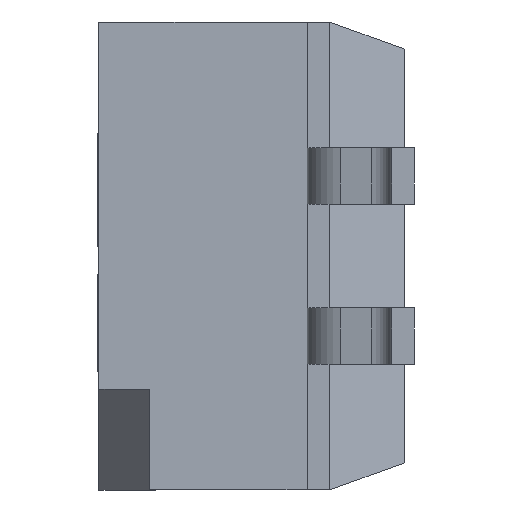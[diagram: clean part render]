
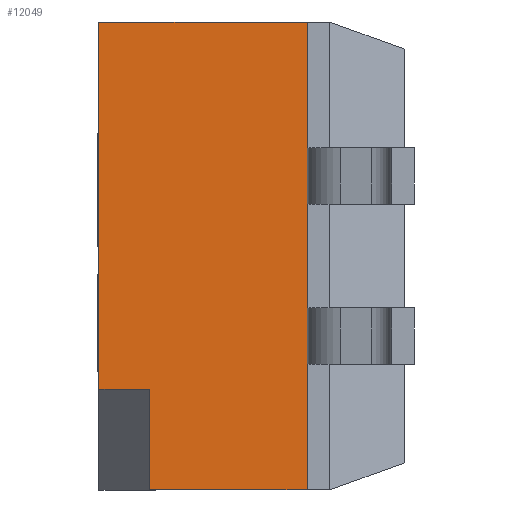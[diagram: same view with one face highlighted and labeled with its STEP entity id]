
A CAD part, left-side view. The second image highlights one B-rep face of the part: STEP entity #12049.
In plain terms, the highlighted planar face has unit normal (-1, 0, 0).
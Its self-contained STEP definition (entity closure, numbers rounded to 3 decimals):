
#251 = ORIENTED_EDGE ( 'NONE', *, *, #1940, .F. ) ;
#857 = ORIENTED_EDGE ( 'NONE', *, *, #4246, .F. ) ;
#1001 = VERTEX_POINT ( 'NONE', #9364 ) ;
#1130 = CARTESIAN_POINT ( 'NONE',  ( -2.9, -1.65, 0. ) ) ;
#1515 = VECTOR ( 'NONE', #4510, 1000. ) ;
#1704 = DIRECTION ( 'NONE',  ( 0., 0., 1. ) ) ;
#1940 = EDGE_CURVE ( 'NONE', #9201, #5577, #7008, .T. ) ;
#2016 = VECTOR ( 'NONE', #4631, 1000. ) ;
#2068 = DIRECTION ( 'NONE',  ( 0., -1., 0. ) ) ;
#2439 = VERTEX_POINT ( 'NONE', #4547 ) ;
#2479 = VECTOR ( 'NONE', #10219, 1000. ) ;
#2515 = ORIENTED_EDGE ( 'NONE', *, *, #7308, .T. ) ;
#3088 = DIRECTION ( 'NONE',  ( -1., 0., 0. ) ) ;
#3175 = CARTESIAN_POINT ( 'NONE',  ( -2.9, -7.463, 0. ) ) ;
#3323 = CARTESIAN_POINT ( 'NONE',  ( -2.9, 0., -3.71 ) ) ;
#3913 = VECTOR ( 'NONE', #5278, 1000. ) ;
#4017 = CARTESIAN_POINT ( 'NONE',  ( -2.9, 0., -2.91 ) ) ;
#4246 = EDGE_CURVE ( 'NONE', #1001, #9201, #8636, .T. ) ;
#4278 = ORIENTED_EDGE ( 'NONE', *, *, #7898, .T. ) ;
#4510 = DIRECTION ( 'NONE',  ( 0., 0., 1. ) ) ;
#4547 = CARTESIAN_POINT ( 'NONE',  ( -2.9, -1.65, -3.71 ) ) ;
#4631 = DIRECTION ( 'NONE',  ( 0., 1., 0. ) ) ;
#4725 = EDGE_CURVE ( 'NONE', #5577, #8692, #4739, .T. ) ;
#4739 = LINE ( 'NONE', #9484, #1515 ) ;
#5043 = EDGE_CURVE ( 'NONE', #2439, #8768, #12309, .T. ) ;
#5213 = DIRECTION ( 'NONE',  ( 0., 0., 1. ) ) ;
#5278 = DIRECTION ( 'NONE',  ( 0., 1., 0. ) ) ;
#5342 = FACE_OUTER_BOUND ( 'NONE', #8982, .T. ) ;
#5577 = VERTEX_POINT ( 'NONE', #4017 ) ;
#6947 = CARTESIAN_POINT ( 'NONE',  ( -2.9, -0.4, -2.91 ) ) ;
#7008 = LINE ( 'NONE', #10381, #3913 ) ;
#7308 = EDGE_CURVE ( 'NONE', #1001, #2439, #7737, .T. ) ;
#7737 = LINE ( 'NONE', #3323, #2479 ) ;
#7890 = LINE ( 'NONE', #10550, #2016 ) ;
#7898 = EDGE_CURVE ( 'NONE', #8768, #8692, #7890, .T. ) ;
#7998 = PLANE ( 'NONE',  #8112 ) ;
#8112 = AXIS2_PLACEMENT_3D ( 'NONE', #3175, #3088, #2068 ) ;
#8617 = VECTOR ( 'NONE', #5213, 1000. ) ;
#8636 = LINE ( 'NONE', #10342, #9557 ) ;
#8692 = VERTEX_POINT ( 'NONE', #12701 ) ;
#8768 = VERTEX_POINT ( 'NONE', #1130 ) ;
#8982 = EDGE_LOOP ( 'NONE', ( #251, #857, #2515, #12592, #4278, #10482 ) ) ;
#9201 = VERTEX_POINT ( 'NONE', #6947 ) ;
#9364 = CARTESIAN_POINT ( 'NONE',  ( -2.9, -0.4, -3.71 ) ) ;
#9484 = CARTESIAN_POINT ( 'NONE',  ( -2.9, 0., 0. ) ) ;
#9557 = VECTOR ( 'NONE', #1704, 1000. ) ;
#10219 = DIRECTION ( 'NONE',  ( 0., -1., 0. ) ) ;
#10342 = CARTESIAN_POINT ( 'NONE',  ( -2.9, -0.4, -3.71 ) ) ;
#10381 = CARTESIAN_POINT ( 'NONE',  ( -2.9, -0.4, -2.91 ) ) ;
#10482 = ORIENTED_EDGE ( 'NONE', *, *, #4725, .F. ) ;
#10550 = CARTESIAN_POINT ( 'NONE',  ( -2.9, -7.463, 0. ) ) ;
#11099 = CARTESIAN_POINT ( 'NONE',  ( -2.9, -1.65, 0. ) ) ;
#12049 = ADVANCED_FACE ( 'NONE', ( #5342 ), #7998, .T. ) ;
#12309 = LINE ( 'NONE', #11099, #8617 ) ;
#12592 = ORIENTED_EDGE ( 'NONE', *, *, #5043, .T. ) ;
#12701 = CARTESIAN_POINT ( 'NONE',  ( -2.9, 0., 0. ) ) ;
